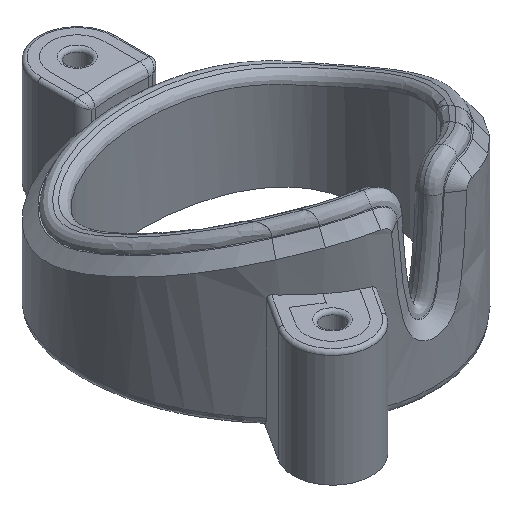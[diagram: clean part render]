
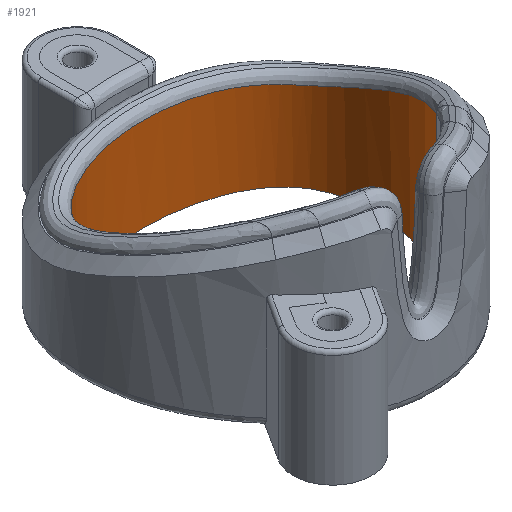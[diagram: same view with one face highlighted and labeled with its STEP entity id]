
A CAD part, isometric view. The second image highlights one B-rep face of the part: STEP entity #1921.
In plain terms, the highlighted free-form (B-spline) face has degree [3, 1] with [19, 2] control points.
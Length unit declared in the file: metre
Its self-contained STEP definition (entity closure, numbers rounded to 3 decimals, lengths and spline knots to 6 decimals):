
#191=B_SPLINE_CURVE_WITH_KNOTS('',3,(#3486,#3487,#3488,#3489,#3490,#3491,
#3492,#3493,#3494,#3495,#3496,#3497,#3498,#3499,#3500,#3501,#3502,#3503,
#3504,#3505,#3506,#3507,#3508,#3509,#3510,#3511),.UNSPECIFIED.,.F.,.F.,
(4,1,1,1,1,1,1,1,1,1,1,1,1,1,1,1,1,1,1,1,1,1,1,4),(0.,0.004184,
0.008368,0.012552,0.014644,0.016735,
0.018827,0.020919,0.023011,0.025103,
0.029287,0.033471,0.037655,0.039747,
0.041839,0.043931,0.046023,0.048115,
0.050206,0.052298,0.05439,0.058574,
0.062758,0.066942),.UNSPECIFIED.);
#192=B_SPLINE_CURVE_WITH_KNOTS('',3,(#3515,#3516,#3517,#3518,#3519,#3520,
#3521,#3522,#3523,#3524,#3525,#3526,#3527),.UNSPECIFIED.,.T.,.F.,(1,3,1,
1,1,1,1,1,1,1,1,3,1),(-0.120571,0.,0.120571,0.217595,
0.31462,0.418791,0.5,0.581209,0.68538,
0.782405,0.879429,1.,1.120571),.UNSPECIFIED.);
#434=ORIENTED_EDGE('',*,*,#970,.F.);
#435=ORIENTED_EDGE('',*,*,#971,.T.);
#436=ORIENTED_EDGE('',*,*,#972,.T.);
#437=ORIENTED_EDGE('',*,*,#973,.F.);
#970=EDGE_CURVE('',#1247,#1248,#1411,.T.);
#971=EDGE_CURVE('',#1247,#1249,#191,.T.);
#972=EDGE_CURVE('',#1249,#1250,#1412,.T.);
#973=EDGE_CURVE('',#1248,#1250,#192,.T.);
#1247=VERTEX_POINT('',#3484);
#1248=VERTEX_POINT('',#3485);
#1249=VERTEX_POINT('',#3512);
#1250=VERTEX_POINT('',#3514);
#1411=LINE('',#3483,#1517);
#1412=LINE('',#3513,#1518);
#1517=VECTOR('',#2242,1.);
#1518=VECTOR('',#2243,1.);
#1634=EDGE_LOOP('',(#434,#435,#436,#437));
#1763=FACE_BOUND('',#1634,.T.);
#1865=B_SPLINE_SURFACE_WITH_KNOTS('',3,1,((#3445,#3446),(#3447,#3448),(#3449,
#3450),(#3451,#3452),(#3453,#3454),(#3455,#3456),(#3457,#3458),(#3459,#3460),
(#3461,#3462),(#3463,#3464),(#3465,#3466),(#3467,#3468),(#3469,#3470),(#3471,
#3472),(#3473,#3474),(#3475,#3476),(#3477,#3478),(#3479,#3480),(#3481,#3482)),
 .SURF_OF_LINEAR_EXTRUSION.,.F.,.F.,.F.,(4,1,1,1,1,1,1,1,1,1,1,1,1,1,1,
1,4),(2,2),(0.666181,0.707908,0.749636,0.791363,
0.83309,0.874818,0.916545,0.958273,
1.,1.041727,1.083455,1.125182,1.16691,
1.208637,1.250364,1.292092,1.333819),(0.,
1.),.UNSPECIFIED.);
#1921=ADVANCED_FACE('',(#1763),#1865,.T.);
#2242=DIRECTION('',(0.,0.,-1.));
#2243=DIRECTION('',(0.,0.,-1.));
#3445=CARTESIAN_POINT('',(0.01123,-0.007451,0.016539));
#3446=CARTESIAN_POINT('',(0.01123,-0.007451,0.));
#3447=CARTESIAN_POINT('',(0.011997,-0.006357,0.016539));
#3448=CARTESIAN_POINT('',(0.011997,-0.006357,0.));
#3449=CARTESIAN_POINT('',(0.01328,-0.004118,0.016539));
#3450=CARTESIAN_POINT('',(0.01328,-0.004118,0.));
#3451=CARTESIAN_POINT('',(0.014359,-0.000725,0.016539));
#3452=CARTESIAN_POINT('',(0.014359,-0.000725,0.));
#3453=CARTESIAN_POINT('',(0.014725,0.002851,0.016539));
#3454=CARTESIAN_POINT('',(0.014725,0.002851,0.));
#3455=CARTESIAN_POINT('',(0.014349,0.00658,0.016539));
#3456=CARTESIAN_POINT('',(0.014349,0.00658,0.));
#3457=CARTESIAN_POINT('',(0.012768,0.009936,0.016539));
#3458=CARTESIAN_POINT('',(0.012768,0.009936,0.));
#3459=CARTESIAN_POINT('',(0.009499,0.012422,0.016539));
#3460=CARTESIAN_POINT('',(0.009499,0.012422,0.));
#3461=CARTESIAN_POINT('',(0.00504,0.013949,0.016539));
#3462=CARTESIAN_POINT('',(0.00504,0.013949,0.));
#3463=CARTESIAN_POINT('',(0.,0.014476,0.016539));
#3464=CARTESIAN_POINT('',(0.,0.014476,0.));
#3465=CARTESIAN_POINT('',(-0.00504,0.013949,0.016539));
#3466=CARTESIAN_POINT('',(-0.00504,0.013949,0.));
#3467=CARTESIAN_POINT('',(-0.009499,0.012422,0.016539));
#3468=CARTESIAN_POINT('',(-0.009499,0.012422,0.));
#3469=CARTESIAN_POINT('',(-0.012768,0.009936,0.016539));
#3470=CARTESIAN_POINT('',(-0.012768,0.009936,0.));
#3471=CARTESIAN_POINT('',(-0.014349,0.00658,0.016539));
#3472=CARTESIAN_POINT('',(-0.014349,0.00658,0.));
#3473=CARTESIAN_POINT('',(-0.014725,0.002851,0.016539));
#3474=CARTESIAN_POINT('',(-0.014725,0.002851,0.));
#3475=CARTESIAN_POINT('',(-0.014359,-0.000725,0.016539));
#3476=CARTESIAN_POINT('',(-0.014359,-0.000725,0.));
#3477=CARTESIAN_POINT('',(-0.01328,-0.004118,0.016539));
#3478=CARTESIAN_POINT('',(-0.01328,-0.004118,0.));
#3479=CARTESIAN_POINT('',(-0.011997,-0.006357,0.016539));
#3480=CARTESIAN_POINT('',(-0.011997,-0.006357,0.));
#3481=CARTESIAN_POINT('',(-0.01123,-0.007451,0.016539));
#3482=CARTESIAN_POINT('',(-0.01123,-0.007451,0.));
#3483=CARTESIAN_POINT('',(0.01123,-0.007451,0.022));
#3484=CARTESIAN_POINT('',(0.01123,-0.007451,0.016441));
#3485=CARTESIAN_POINT('',(0.01123,-0.007451,0.));
#3486=CARTESIAN_POINT('',(0.01123,-0.007451,0.016441));
#3487=CARTESIAN_POINT('',(0.011986,-0.006373,0.015968));
#3488=CARTESIAN_POINT('',(0.013308,-0.004091,0.01497));
#3489=CARTESIAN_POINT('',(0.014432,-0.000443,0.013372));
#3490=CARTESIAN_POINT('',(0.014684,0.002733,0.011974));
#3491=CARTESIAN_POINT('',(0.014466,0.005311,0.010942));
#3492=CARTESIAN_POINT('',(0.013988,0.007254,0.01029));
#3493=CARTESIAN_POINT('',(0.013085,0.009132,0.009916));
#3494=CARTESIAN_POINT('',(0.011712,0.010721,0.009936));
#3495=CARTESIAN_POINT('',(0.010007,0.011936,0.010089));
#3496=CARTESIAN_POINT('',(0.007508,0.013156,0.010282));
#3497=CARTESIAN_POINT('',(0.004146,0.014068,0.010435));
#3498=CARTESIAN_POINT('',(-0.000011,0.014416,0.01049));
#3499=CARTESIAN_POINT('',(-0.003445,0.014129,0.010444));
#3500=CARTESIAN_POINT('',(-0.006169,0.013516,0.010344));
#3501=CARTESIAN_POINT('',(-0.008127,0.012854,0.010234));
#3502=CARTESIAN_POINT('',(-0.010012,0.011933,0.010088));
#3503=CARTESIAN_POINT('',(-0.011711,0.010722,0.009936));
#3504=CARTESIAN_POINT('',(-0.013091,0.009125,0.009917));
#3505=CARTESIAN_POINT('',(-0.013991,0.007246,0.010292));
#3506=CARTESIAN_POINT('',(-0.014467,0.005301,0.010946));
#3507=CARTESIAN_POINT('',(-0.014683,0.002741,0.011971));
#3508=CARTESIAN_POINT('',(-0.014433,-0.000449,0.013374));
#3509=CARTESIAN_POINT('',(-0.013299,-0.004109,0.014978));
#3510=CARTESIAN_POINT('',(-0.011984,-0.006376,0.01597));
#3511=CARTESIAN_POINT('',(-0.01123,-0.007451,0.016441));
#3512=CARTESIAN_POINT('',(-0.01123,-0.007451,0.016441));
#3513=CARTESIAN_POINT('',(-0.01123,-0.007451,0.022));
#3514=CARTESIAN_POINT('',(-0.01123,-0.007451,0.));
#3515=CARTESIAN_POINT('',(0.,0.014301,0.));
#3516=CARTESIAN_POINT('',(-0.004855,0.014301,0.));
#3517=CARTESIAN_POINT('',(-0.013618,0.011656,0.));
#3518=CARTESIAN_POINT('',(-0.015195,0.001894,0.));
#3519=CARTESIAN_POINT('',(-0.012928,-0.006138,0.));
#3520=CARTESIAN_POINT('',(-0.006124,-0.013611,0.));
#3521=CARTESIAN_POINT('',(0.,-0.014976,0.));
#3522=CARTESIAN_POINT('',(0.006124,-0.013611,0.));
#3523=CARTESIAN_POINT('',(0.012928,-0.006138,0.));
#3524=CARTESIAN_POINT('',(0.015195,0.001894,0.));
#3525=CARTESIAN_POINT('',(0.013618,0.011656,0.));
#3526=CARTESIAN_POINT('',(0.004855,0.014301,0.));
#3527=CARTESIAN_POINT('',(0.,0.014301,0.));
